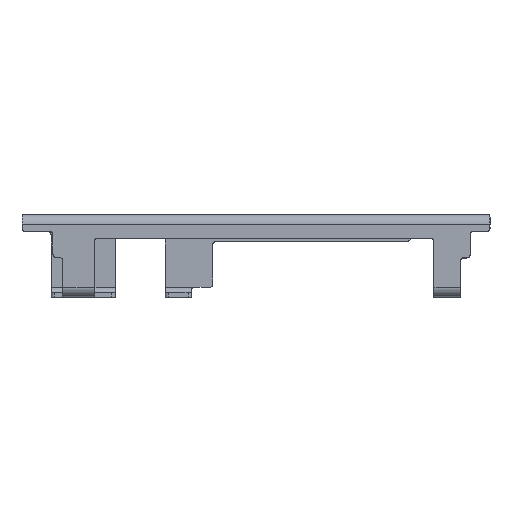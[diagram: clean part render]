
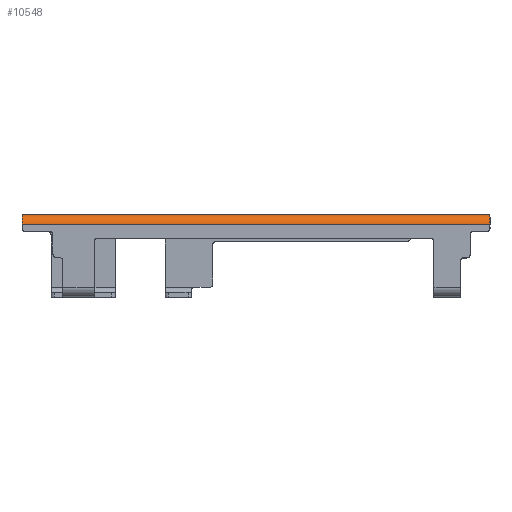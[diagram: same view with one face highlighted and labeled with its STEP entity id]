
A CAD part, top view. The second image highlights one B-rep face of the part: STEP entity #10548.
In plain terms, the highlighted cylindrical face has radius 0.3 mm (diameter 0.6 mm), a partial arc.
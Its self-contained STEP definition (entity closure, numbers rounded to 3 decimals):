
#169 = CYLINDRICAL_SURFACE ( 'NONE', #17450, 0.3 ) ;
#603 = EDGE_LOOP ( 'NONE', ( #17151, #19086, #11116, #16191 ) ) ;
#711 = VERTEX_POINT ( 'NONE', #6293 ) ;
#2063 = DIRECTION ( 'NONE',  ( 1., 0., 0. ) ) ;
#2147 = AXIS2_PLACEMENT_3D ( 'NONE', #4708, #2063, #8000 ) ;
#3175 = FACE_OUTER_BOUND ( 'NONE', #603, .T. ) ;
#3267 = EDGE_CURVE ( 'NONE', #711, #7613, #7850, .T. ) ;
#3279 = CARTESIAN_POINT ( 'NONE',  ( -7.1, 2.197, 2.998 ) ) ;
#3483 = CARTESIAN_POINT ( 'NONE',  ( -7.1, 2.197, 3.298 ) ) ;
#3588 = LINE ( 'NONE', #15450, #6462 ) ;
#4708 = CARTESIAN_POINT ( 'NONE',  ( 7.1, 2.197, 2.998 ) ) ;
#5096 = EDGE_CURVE ( 'NONE', #711, #11387, #17995, .T. ) ;
#5110 = DIRECTION ( 'NONE',  ( -1., 0., 0. ) ) ;
#5342 = DIRECTION ( 'NONE',  ( -1., 0., 0. ) ) ;
#5631 = AXIS2_PLACEMENT_3D ( 'NONE', #3279, #15148, #7671 ) ;
#6091 = CARTESIAN_POINT ( 'NONE',  ( 14.205, 2.197, 2.998 ) ) ;
#6293 = CARTESIAN_POINT ( 'NONE',  ( 7.1, 2.497, 2.998 ) ) ;
#6462 = VECTOR ( 'NONE', #5342, 1000. ) ;
#7613 = VERTEX_POINT ( 'NONE', #15636 ) ;
#7671 = DIRECTION ( 'NONE',  ( 0., 0., -1. ) ) ;
#7850 = LINE ( 'NONE', #11159, #14480 ) ;
#8000 = DIRECTION ( 'NONE',  ( 0., 0., -1. ) ) ;
#10548 = ADVANCED_FACE ( 'NONE', ( #3175 ), #169, .T. ) ;
#11116 = ORIENTED_EDGE ( 'NONE', *, *, #3267, .T. ) ;
#11159 = CARTESIAN_POINT ( 'NONE',  ( 7.1, 2.497, 2.998 ) ) ;
#11387 = VERTEX_POINT ( 'NONE', #16735 ) ;
#12028 = DIRECTION ( 'NONE',  ( -1., 0., 0. ) ) ;
#13004 = EDGE_CURVE ( 'NONE', #15531, #7613, #16506, .T. ) ;
#14480 = VECTOR ( 'NONE', #5110, 1000. ) ;
#15148 = DIRECTION ( 'NONE',  ( -1., 0., 0. ) ) ;
#15450 = CARTESIAN_POINT ( 'NONE',  ( 7.1, 2.197, 3.298 ) ) ;
#15531 = VERTEX_POINT ( 'NONE', #3483 ) ;
#15636 = CARTESIAN_POINT ( 'NONE',  ( -7.1, 2.497, 2.998 ) ) ;
#16191 = ORIENTED_EDGE ( 'NONE', *, *, #13004, .F. ) ;
#16506 = CIRCLE ( 'NONE', #5631, 0.3 ) ;
#16735 = CARTESIAN_POINT ( 'NONE',  ( 7.1, 2.197, 3.298 ) ) ;
#17151 = ORIENTED_EDGE ( 'NONE', *, *, #17320, .F. ) ;
#17320 = EDGE_CURVE ( 'NONE', #11387, #15531, #3588, .T. ) ;
#17450 = AXIS2_PLACEMENT_3D ( 'NONE', #6091, #12028, #17947 ) ;
#17947 = DIRECTION ( 'NONE',  ( 0., 0., -1. ) ) ;
#17995 = CIRCLE ( 'NONE', #2147, 0.3 ) ;
#19086 = ORIENTED_EDGE ( 'NONE', *, *, #5096, .F. ) ;
